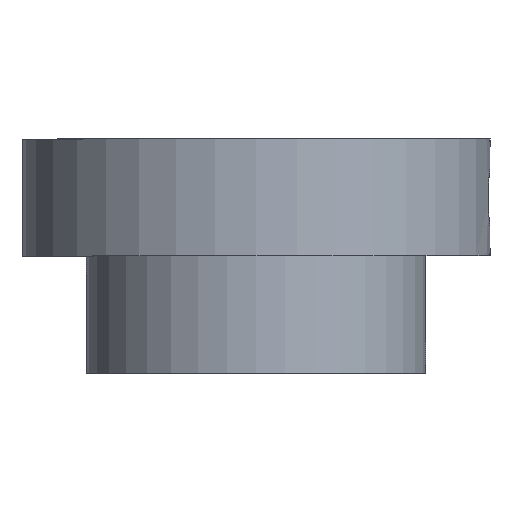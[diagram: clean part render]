
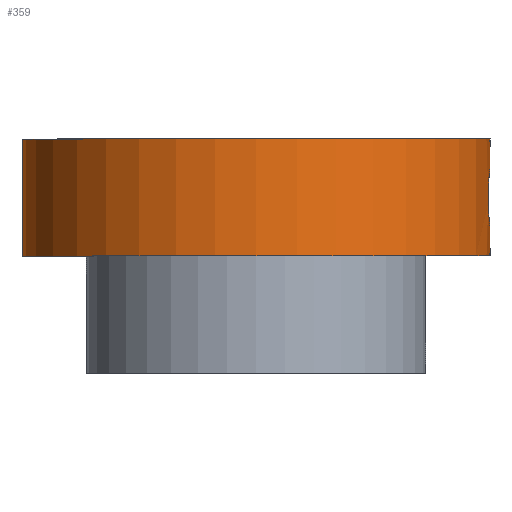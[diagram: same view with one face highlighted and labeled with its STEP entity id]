
A CAD part, left-side view. The second image highlights one B-rep face of the part: STEP entity #359.
In plain terms, the highlighted cylindrical face has radius 20 mm (diameter 40 mm), a full revolution.
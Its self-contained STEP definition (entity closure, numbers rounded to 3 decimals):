
#36=FACE_BOUND('',#116,.T.);
#52=CIRCLE('',#409,20.);
#54=CIRCLE('',#412,20.);
#83=FACE_OUTER_BOUND('',#115,.T.);
#115=EDGE_LOOP('',(#310,#311,#312,#313));
#116=EDGE_LOOP('',(#314,#315,#316));
#133=LINE('',#812,#145);
#145=VECTOR('',#498,20.);
#158=B_SPLINE_CURVE_WITH_KNOTS('',3,(#726,#727,#728,#729,#730,#731,#732,
#733,#734,#735,#736,#737,#738,#739,#740,#741,#742,#743),.UNSPECIFIED.,.F.,
 .F.,(4,2,2,2,2,2,2,2,4),(0.377,0.471,0.566,
0.66,0.754,0.848,0.943,
1.037,1.131),.UNSPECIFIED.);
#159=B_SPLINE_CURVE_WITH_KNOTS('',3,(#745,#746,#747,#748,#749,#750,#751,
#752,#753,#754),.UNSPECIFIED.,.F.,.F.,(4,2,2,2,4),(1.508,1.603,
1.697,1.791,1.886),.UNSPECIFIED.);
#162=B_SPLINE_CURVE_WITH_KNOTS('',3,(#794,#795,#796,#797,#798,#799,#800,
#801,#802,#803),.UNSPECIFIED.,.F.,.F.,(4,2,2,2,4),(1.131,1.226,
1.32,1.414,1.508),.UNSPECIFIED.);
#185=VERTEX_POINT('',#724);
#186=VERTEX_POINT('',#725);
#187=VERTEX_POINT('',#744);
#190=VERTEX_POINT('',#805);
#192=VERTEX_POINT('',#810);
#226=EDGE_CURVE('',#185,#186,#158,.T.);
#227=EDGE_CURVE('',#187,#185,#159,.T.);
#231=EDGE_CURVE('',#186,#187,#162,.T.);
#232=EDGE_CURVE('',#190,#190,#52,.T.);
#234=EDGE_CURVE('',#192,#192,#54,.T.);
#235=EDGE_CURVE('',#192,#190,#133,.T.);
#310=ORIENTED_EDGE('',*,*,#234,.F.);
#311=ORIENTED_EDGE('',*,*,#235,.T.);
#312=ORIENTED_EDGE('',*,*,#232,.T.);
#313=ORIENTED_EDGE('',*,*,#235,.F.);
#314=ORIENTED_EDGE('',*,*,#226,.T.);
#315=ORIENTED_EDGE('',*,*,#231,.T.);
#316=ORIENTED_EDGE('',*,*,#227,.T.);
#340=CYLINDRICAL_SURFACE('',#411,20.);
#359=ADVANCED_FACE('',(#83,#36),#340,.T.);
#409=AXIS2_PLACEMENT_3D('',#806,#490,#491);
#411=AXIS2_PLACEMENT_3D('',#809,#494,#495);
#412=AXIS2_PLACEMENT_3D('',#811,#496,#497);
#490=DIRECTION('center_axis',(0.,0.,
1.));
#491=DIRECTION('ref_axis',(-1.,0.,0.));
#494=DIRECTION('center_axis',(0.,0.,1.));
#495=DIRECTION('ref_axis',(-1.,0.,0.));
#496=DIRECTION('center_axis',(0.,0.,
1.));
#497=DIRECTION('ref_axis',(-1.,0.,0.));
#498=DIRECTION('',(0.,0.,-1.));
#724=CARTESIAN_POINT('',(196.983,55.,2.5));
#725=CARTESIAN_POINT('',(196.983,55.,-2.5));
#726=CARTESIAN_POINT('Ctrl Pts',(196.983,55.,2.5));
#727=CARTESIAN_POINT('Ctrl Pts',(197.297,55.,2.5));
#728=CARTESIAN_POINT('Ctrl Pts',(197.632,55.008,2.437));
#729=CARTESIAN_POINT('Ctrl Pts',(198.248,55.038,2.182));
#730=CARTESIAN_POINT('Ctrl Pts',(198.529,55.059,1.99));
#731=CARTESIAN_POINT('Ctrl Pts',(198.972,55.098,1.546));
#732=CARTESIAN_POINT('Ctrl Pts',(199.165,55.119,1.265));
#733=CARTESIAN_POINT('Ctrl Pts',(199.42,55.149,0.649));
#734=CARTESIAN_POINT('Ctrl Pts',(199.483,55.157,0.314));
#735=CARTESIAN_POINT('Ctrl Pts',(199.483,55.157,-0.314));
#736=CARTESIAN_POINT('Ctrl Pts',(199.42,55.149,-0.649));
#737=CARTESIAN_POINT('Ctrl Pts',(199.165,55.119,-1.265));
#738=CARTESIAN_POINT('Ctrl Pts',(198.972,55.098,-1.546));
#739=CARTESIAN_POINT('Ctrl Pts',(198.529,55.059,-1.99));
#740=CARTESIAN_POINT('Ctrl Pts',(198.248,55.038,-2.182));
#741=CARTESIAN_POINT('Ctrl Pts',(197.632,55.008,-2.437));
#742=CARTESIAN_POINT('Ctrl Pts',(197.297,55.,-2.5));
#743=CARTESIAN_POINT('Ctrl Pts',(196.983,55.,-2.5));
#744=CARTESIAN_POINT('',(194.483,55.157,0.));
#745=CARTESIAN_POINT('Ctrl Pts',(194.483,55.157,0.));
#746=CARTESIAN_POINT('Ctrl Pts',(194.483,55.157,0.314));
#747=CARTESIAN_POINT('Ctrl Pts',(194.546,55.149,0.649));
#748=CARTESIAN_POINT('Ctrl Pts',(194.801,55.119,1.265));
#749=CARTESIAN_POINT('Ctrl Pts',(194.993,55.098,1.546));
#750=CARTESIAN_POINT('Ctrl Pts',(195.437,55.059,1.99));
#751=CARTESIAN_POINT('Ctrl Pts',(195.718,55.038,2.182));
#752=CARTESIAN_POINT('Ctrl Pts',(196.333,55.008,2.437));
#753=CARTESIAN_POINT('Ctrl Pts',(196.668,55.,2.5));
#754=CARTESIAN_POINT('Ctrl Pts',(196.983,55.,2.5));
#794=CARTESIAN_POINT('Ctrl Pts',(196.983,55.,-2.5));
#795=CARTESIAN_POINT('Ctrl Pts',(196.668,55.,-2.5));
#796=CARTESIAN_POINT('Ctrl Pts',(196.333,55.008,-2.437));
#797=CARTESIAN_POINT('Ctrl Pts',(195.718,55.038,-2.182));
#798=CARTESIAN_POINT('Ctrl Pts',(195.437,55.059,-1.99));
#799=CARTESIAN_POINT('Ctrl Pts',(194.993,55.098,-1.546));
#800=CARTESIAN_POINT('Ctrl Pts',(194.801,55.119,-1.265));
#801=CARTESIAN_POINT('Ctrl Pts',(194.546,55.149,-0.649));
#802=CARTESIAN_POINT('Ctrl Pts',(194.483,55.157,-0.314));
#803=CARTESIAN_POINT('Ctrl Pts',(194.483,55.157,0.));
#805=CARTESIAN_POINT('',(216.983,75.,-5.));
#806=CARTESIAN_POINT('Origin',(196.983,75.,-5.));
#809=CARTESIAN_POINT('Origin',(196.983,75.,-5.));
#810=CARTESIAN_POINT('',(216.983,75.,5.));
#811=CARTESIAN_POINT('Origin',(196.983,75.,5.));
#812=CARTESIAN_POINT('',(216.983,75.,-5.));
